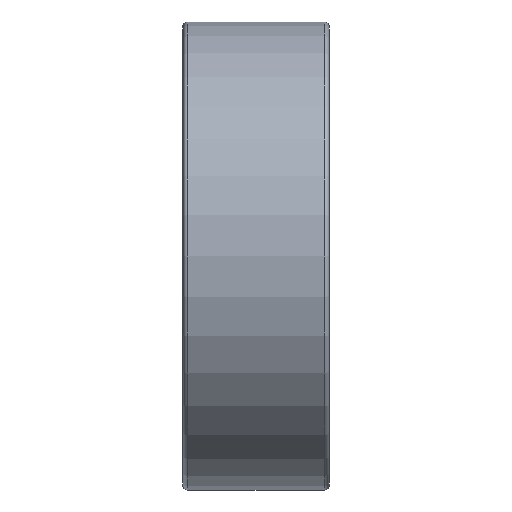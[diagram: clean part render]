
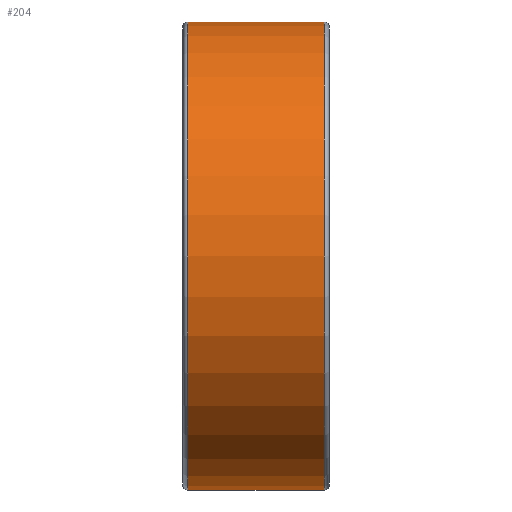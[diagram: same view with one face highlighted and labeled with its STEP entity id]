
A CAD part, front view. The second image highlights one B-rep face of the part: STEP entity #204.
In plain terms, the highlighted cylindrical face has radius 4 mm (diameter 8 mm), a partial arc.
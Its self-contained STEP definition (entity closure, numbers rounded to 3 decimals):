
#4 = CARTESIAN_POINT ( 'NONE',  ( -20.637, 0., -4. ) ) ;
#49 = CARTESIAN_POINT ( 'NONE',  ( 1.17, 0., 0. ) ) ;
#94 = VERTEX_POINT ( 'NONE', #257 ) ;
#121 = AXIS2_PLACEMENT_3D ( 'NONE', #49, #317, #556 ) ;
#143 = CARTESIAN_POINT ( 'NONE',  ( -1.17, 0., -4. ) ) ;
#156 = CARTESIAN_POINT ( 'NONE',  ( -20.637, 0., 4. ) ) ;
#199 = DIRECTION ( 'NONE',  ( 1., 0., 0. ) ) ;
#200 = FACE_OUTER_BOUND ( 'NONE', #447, .T. ) ;
#204 = ADVANCED_FACE ( 'NONE', ( #200 ), #269, .T. ) ;
#257 = CARTESIAN_POINT ( 'NONE',  ( -1.17, 0., 4. ) ) ;
#265 = DIRECTION ( 'NONE',  ( 1., 0., 0. ) ) ;
#269 = CYLINDRICAL_SURFACE ( 'NONE', #488, 4. ) ;
#275 = AXIS2_PLACEMENT_3D ( 'NONE', #742, #199, #449 ) ;
#295 = ORIENTED_EDGE ( 'NONE', *, *, #427, .T. ) ;
#298 = EDGE_CURVE ( 'NONE', #94, #599, #483, .T. ) ;
#317 = DIRECTION ( 'NONE',  ( 1., 0., 0. ) ) ;
#331 = VECTOR ( 'NONE', #358, 1000. ) ;
#334 = CARTESIAN_POINT ( 'NONE',  ( -20.637, 0., 0. ) ) ;
#343 = EDGE_CURVE ( 'NONE', #599, #487, #584, .T. ) ;
#358 = DIRECTION ( 'NONE',  ( 1., 0., 0. ) ) ;
#388 = DIRECTION ( 'NONE',  ( 1., 0., 0. ) ) ;
#405 = ORIENTED_EDGE ( 'NONE', *, *, #434, .T. ) ;
#427 = EDGE_CURVE ( 'NONE', #465, #487, #569, .T. ) ;
#434 = EDGE_CURVE ( 'NONE', #94, #465, #539, .T. ) ;
#447 = EDGE_LOOP ( 'NONE', ( #658, #405, #295, #493 ) ) ;
#449 = DIRECTION ( 'NONE',  ( 0., 0., -1. ) ) ;
#450 = DIRECTION ( 'NONE',  ( 0., 0., -1. ) ) ;
#465 = VERTEX_POINT ( 'NONE', #143 ) ;
#483 = LINE ( 'NONE', #156, #331 ) ;
#487 = VERTEX_POINT ( 'NONE', #633 ) ;
#488 = AXIS2_PLACEMENT_3D ( 'NONE', #334, #388, #450 ) ;
#493 = ORIENTED_EDGE ( 'NONE', *, *, #343, .F. ) ;
#539 = CIRCLE ( 'NONE', #275, 4. ) ;
#556 = DIRECTION ( 'NONE',  ( 0., 0., -1. ) ) ;
#569 = LINE ( 'NONE', #4, #735 ) ;
#584 = CIRCLE ( 'NONE', #121, 4. ) ;
#599 = VERTEX_POINT ( 'NONE', #648 ) ;
#633 = CARTESIAN_POINT ( 'NONE',  ( 1.17, 0., -4. ) ) ;
#648 = CARTESIAN_POINT ( 'NONE',  ( 1.17, 0., 4. ) ) ;
#658 = ORIENTED_EDGE ( 'NONE', *, *, #298, .F. ) ;
#735 = VECTOR ( 'NONE', #265, 1000. ) ;
#742 = CARTESIAN_POINT ( 'NONE',  ( -1.17, 0., 0. ) ) ;
